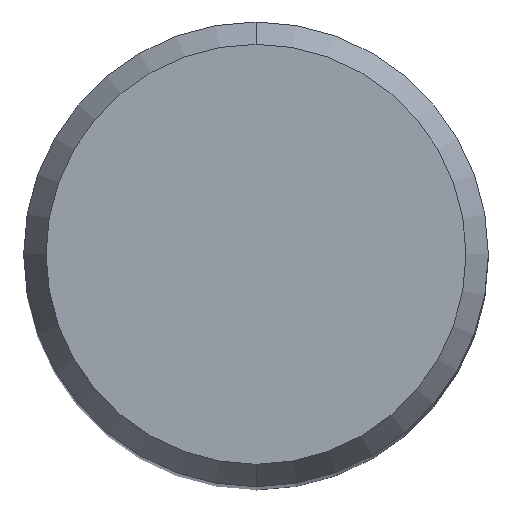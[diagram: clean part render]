
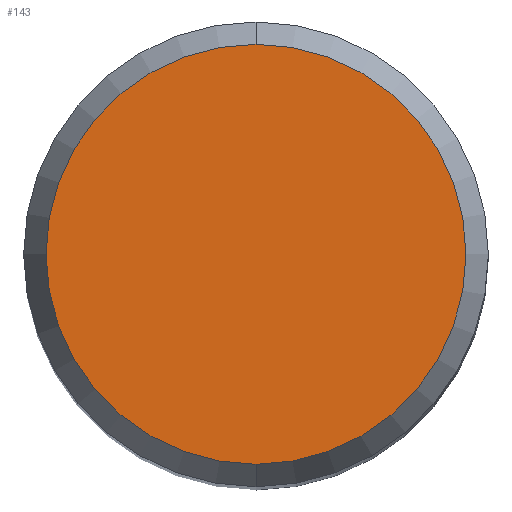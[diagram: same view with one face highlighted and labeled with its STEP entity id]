
A CAD part, top view. The second image highlights one B-rep face of the part: STEP entity #143.
In plain terms, the highlighted planar face has unit normal (0, 0, 1).
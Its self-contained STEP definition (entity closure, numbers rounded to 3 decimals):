
#143=ADVANCED_FACE('',(#351),#352,.T.);
#175=EDGE_CURVE('',#285,#217,#390,.T.);
#213=EDGE_CURVE('',#217,#285,#430,.T.);
#217=VERTEX_POINT('',#436);
#285=VERTEX_POINT('',#514);
#351=FACE_OUTER_BOUND('',#576,.T.);
#352=PLANE('',#577);
#390=CIRCLE('',#626,4.304);
#430=CIRCLE('',#682,4.304);
#436=CARTESIAN_POINT('',(0.0,4.304,0.01));
#514=CARTESIAN_POINT('',(0.,-4.304,0.01));
#576=EDGE_LOOP('',(#855,#856));
#577=AXIS2_PLACEMENT_3D('',#857,#858,#859);
#626=AXIS2_PLACEMENT_3D('',#915,#916,#917);
#682=AXIS2_PLACEMENT_3D('',#954,#955,#956);
#855=ORIENTED_EDGE('',*,*,#213,.F.);
#856=ORIENTED_EDGE('',*,*,#175,.F.);
#857=CARTESIAN_POINT('',(0.0,2.152,0.01));
#858=DIRECTION('',(-0.0,0.0,1.0));
#859=DIRECTION('',(0.0,-1.0,0.0));
#915=CARTESIAN_POINT('',(0.0,0.0,0.01));
#916=DIRECTION('',(0.0,0.0,-1.0));
#917=DIRECTION('',(0.0,1.0,0.0));
#954=CARTESIAN_POINT('',(0.0,0.0,0.01));
#955=DIRECTION('',(0.0,0.0,-1.0));
#956=DIRECTION('',(0.0,1.0,0.0));
